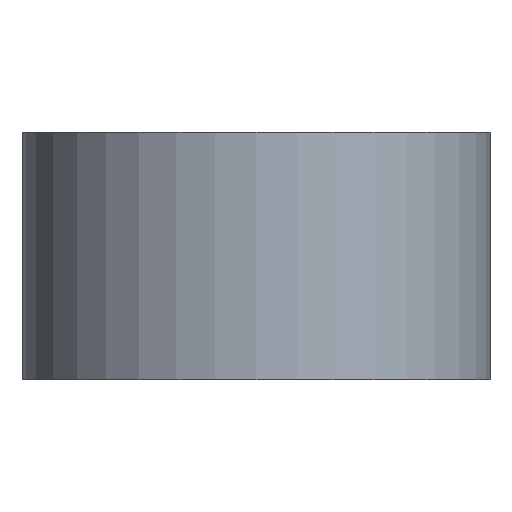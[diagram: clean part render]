
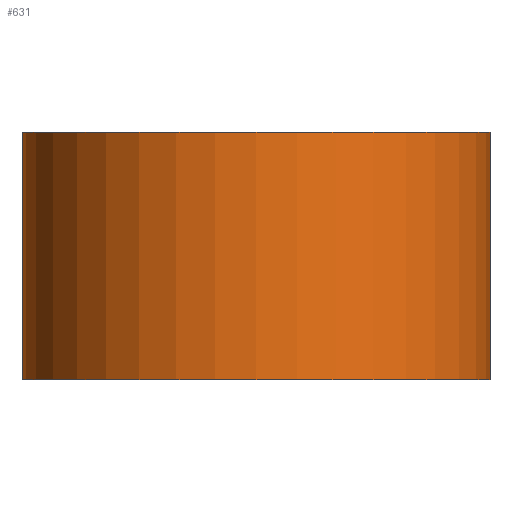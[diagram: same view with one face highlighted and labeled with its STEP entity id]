
A CAD part, front view. The second image highlights one B-rep face of the part: STEP entity #631.
In plain terms, the highlighted cylindrical face has radius 17 mm (diameter 34 mm), a partial arc.
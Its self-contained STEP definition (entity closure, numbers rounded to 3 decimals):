
#73=FACE_OUTER_BOUND('',#112,.T.);
#112=EDGE_LOOP('',(#552,#553,#554,#555));
#168=LINE('',#1076,#221);
#172=LINE('',#1085,#225);
#221=VECTOR('',#892,10.);
#225=VECTOR('',#902,10.);
#257=CIRCLE('',#710,17.);
#260=CIRCLE('',#718,17.);
#311=VERTEX_POINT('',#1060);
#314=VERTEX_POINT('',#1065);
#317=VERTEX_POINT('',#1074);
#319=VERTEX_POINT('',#1083);
#397=EDGE_CURVE('',#314,#311,#257,.T.);
#401=EDGE_CURVE('',#317,#314,#168,.T.);
#406=EDGE_CURVE('',#319,#311,#172,.T.);
#407=EDGE_CURVE('',#317,#319,#260,.T.);
#552=ORIENTED_EDGE('',*,*,#407,.T.);
#553=ORIENTED_EDGE('',*,*,#406,.T.);
#554=ORIENTED_EDGE('',*,*,#397,.F.);
#555=ORIENTED_EDGE('',*,*,#401,.F.);
#600=CYLINDRICAL_SURFACE('',#717,17.);
#631=ADVANCED_FACE('',(#73),#600,.T.);
#710=AXIS2_PLACEMENT_3D('',#1067,#882,#883);
#717=AXIS2_PLACEMENT_3D('',#1086,#903,#904);
#718=AXIS2_PLACEMENT_3D('',#1087,#905,#906);
#882=DIRECTION('center_axis',(0.,0.,1.));
#883=DIRECTION('ref_axis',(-1.,0.,0.));
#892=DIRECTION('',(0.,0.,1.));
#902=DIRECTION('',(0.,0.,1.));
#903=DIRECTION('center_axis',(0.,0.,1.));
#904=DIRECTION('ref_axis',(-1.,0.,0.));
#905=DIRECTION('center_axis',(0.,0.,1.));
#906=DIRECTION('ref_axis',(-1.,0.,0.));
#1060=CARTESIAN_POINT('',(17.,-66.,18.));
#1065=CARTESIAN_POINT('',(-17.,-66.,18.));
#1067=CARTESIAN_POINT('Origin',(0.,-66.,18.));
#1074=CARTESIAN_POINT('',(-17.,-66.,0.));
#1076=CARTESIAN_POINT('',(-17.,-66.,0.));
#1083=CARTESIAN_POINT('',(17.,-66.,0.));
#1085=CARTESIAN_POINT('',(17.,-66.,0.));
#1086=CARTESIAN_POINT('Origin',(0.,-66.,0.));
#1087=CARTESIAN_POINT('Origin',(0.,-66.,0.));
